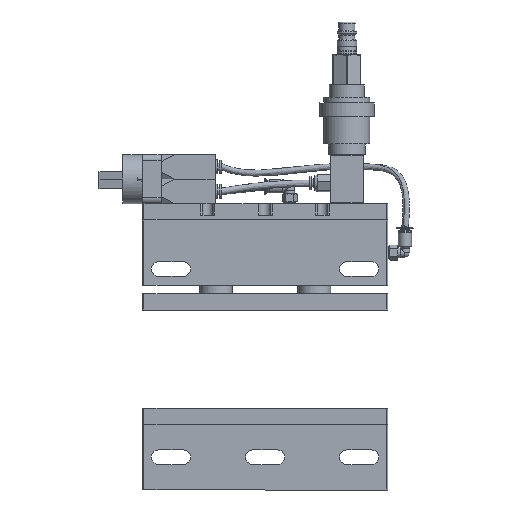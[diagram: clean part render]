
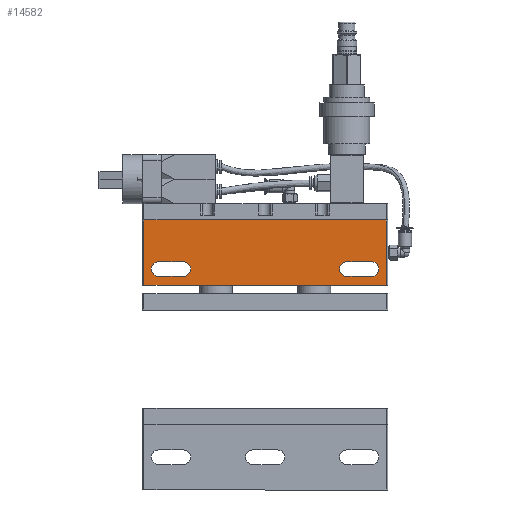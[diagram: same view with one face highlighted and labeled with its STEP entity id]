
A CAD part, front view. The second image highlights one B-rep face of the part: STEP entity #14582.
In plain terms, the highlighted planar face has unit normal (0, -1, 0).
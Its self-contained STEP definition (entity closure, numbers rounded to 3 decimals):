
#865=PLANE('',#16196);
#2111=VECTOR('',#20099,1.);
#2112=VECTOR('',#20102,1.);
#2113=VECTOR('',#20105,1.);
#2114=VECTOR('',#20106,1.);
#2115=VECTOR('',#20107,1.);
#2116=VECTOR('',#20108,1.);
#2117=VECTOR('',#20111,1.);
#2118=VECTOR('',#20114,1.);
#3168=LINE('',#25837,#2111);
#3169=LINE('',#25842,#2112);
#3170=LINE('',#25845,#2113);
#3171=LINE('',#25848,#2114);
#3172=LINE('',#25850,#2115);
#3173=LINE('',#25852,#2116);
#3174=LINE('',#25856,#2117);
#3175=LINE('',#25860,#2118);
#4496=VERTEX_POINT('',#25838);
#4497=VERTEX_POINT('',#25839);
#4498=VERTEX_POINT('',#25841);
#4499=VERTEX_POINT('',#25843);
#4500=VERTEX_POINT('',#25846);
#4501=VERTEX_POINT('',#25847);
#4502=VERTEX_POINT('',#25849);
#4503=VERTEX_POINT('',#25851);
#4504=VERTEX_POINT('',#25854);
#4505=VERTEX_POINT('',#25855);
#4506=VERTEX_POINT('',#25857);
#4507=VERTEX_POINT('',#25859);
#5397=CIRCLE('',#16197,4.5);
#5398=CIRCLE('',#16198,4.5);
#5399=CIRCLE('',#16199,4.5);
#5400=CIRCLE('',#16200,4.5);
#7367=EDGE_CURVE('',#4496,#4497,#3168,.T.);
#7368=EDGE_CURVE('',#4497,#4498,#5397,.T.);
#7369=EDGE_CURVE('',#4499,#4498,#3169,.T.);
#7370=EDGE_CURVE('',#4499,#4496,#5398,.T.);
#7371=EDGE_CURVE('',#4500,#4501,#3170,.T.);
#7372=EDGE_CURVE('',#4500,#4502,#3171,.T.);
#7373=EDGE_CURVE('',#4502,#4503,#3172,.T.);
#7374=EDGE_CURVE('',#4503,#4501,#3173,.T.);
#7375=EDGE_CURVE('',#4504,#4505,#5399,.T.);
#7376=EDGE_CURVE('',#4505,#4506,#3174,.T.);
#7377=EDGE_CURVE('',#4506,#4507,#5400,.T.);
#7378=EDGE_CURVE('',#4504,#4507,#3175,.T.);
#11217=ORIENTED_EDGE('',*,*,#7367,.T.);
#11218=ORIENTED_EDGE('',*,*,#7368,.T.);
#11219=ORIENTED_EDGE('',*,*,#7369,.F.);
#11220=ORIENTED_EDGE('',*,*,#7370,.T.);
#11221=ORIENTED_EDGE('',*,*,#7371,.F.);
#11222=ORIENTED_EDGE('',*,*,#7372,.T.);
#11223=ORIENTED_EDGE('',*,*,#7373,.T.);
#11224=ORIENTED_EDGE('',*,*,#7374,.T.);
#11225=ORIENTED_EDGE('',*,*,#7375,.T.);
#11226=ORIENTED_EDGE('',*,*,#7376,.T.);
#11227=ORIENTED_EDGE('',*,*,#7377,.T.);
#11228=ORIENTED_EDGE('',*,*,#7378,.F.);
#12664=EDGE_LOOP('',(#11217,#11218,#11219,#11220));
#12665=EDGE_LOOP('',(#11221,#11222,#11223,#11224));
#12666=EDGE_LOOP('',(#11225,#11226,#11227,#11228));
#13692=FACE_BOUND('',#12664,.T.);
#13693=FACE_BOUND('',#12665,.T.);
#13694=FACE_BOUND('',#12666,.T.);
#14582=ADVANCED_FACE('',(#13692,#13693,#13694),#865,.T.);
#16196=AXIS2_PLACEMENT_3D('',#25836,#20098,$);
#16197=AXIS2_PLACEMENT_3D('',#25840,#20100,#20101);
#16198=AXIS2_PLACEMENT_3D('',#25844,#20103,#20104);
#16199=AXIS2_PLACEMENT_3D('',#25853,#20109,#20110);
#16200=AXIS2_PLACEMENT_3D('',#25858,#20112,#20113);
#20098=DIRECTION('',(0.,-1.,0.));
#20099=DIRECTION('',(1.,0.,0.));
#20100=DIRECTION('',(0.,1.,0.));
#20101=DIRECTION('',(0.,0.,4.5));
#20102=DIRECTION('',(1.,0.,0.));
#20103=DIRECTION('',(0.,1.,0.));
#20104=DIRECTION('',(0.,0.,4.5));
#20105=DIRECTION('',(1.,0.,0.));
#20106=DIRECTION('',(0.,0.,-1.));
#20107=DIRECTION('',(1.,0.,0.));
#20108=DIRECTION('',(0.,0.,1.));
#20109=DIRECTION('',(0.,1.,0.));
#20110=DIRECTION('',(0.,0.,4.5));
#20111=DIRECTION('',(1.,0.,0.));
#20112=DIRECTION('',(0.,1.,0.));
#20113=DIRECTION('',(0.,0.,4.5));
#20114=DIRECTION('',(1.,0.,0.));
#25836=CARTESIAN_POINT('',(0.,0.,-40.));
#25837=CARTESIAN_POINT('',(125.,0.,-25.5));
#25838=CARTESIAN_POINT('',(125.,0.,-25.5));
#25839=CARTESIAN_POINT('',(140.,0.,-25.5));
#25840=CARTESIAN_POINT('',(140.,0.,-30.));
#25841=CARTESIAN_POINT('',(140.,0.,-34.5));
#25842=CARTESIAN_POINT('',(125.,0.,-34.5));
#25843=CARTESIAN_POINT('',(125.,0.,-34.5));
#25844=CARTESIAN_POINT('',(125.,0.,-30.));
#25845=CARTESIAN_POINT('',(1.,0.,0.));
#25846=CARTESIAN_POINT('',(1.,0.,0.));
#25847=CARTESIAN_POINT('',(149.,0.,0.));
#25848=CARTESIAN_POINT('',(1.,0.,0.));
#25849=CARTESIAN_POINT('',(1.,0.,-40.));
#25850=CARTESIAN_POINT('',(1.,0.,-40.));
#25851=CARTESIAN_POINT('',(149.,0.,-40.));
#25852=CARTESIAN_POINT('',(149.,0.,-40.));
#25853=CARTESIAN_POINT('',(10.,0.,-30.));
#25854=CARTESIAN_POINT('',(10.,0.,-34.5));
#25855=CARTESIAN_POINT('',(10.,0.,-25.5));
#25856=CARTESIAN_POINT('',(10.,0.,-25.5));
#25857=CARTESIAN_POINT('',(25.,0.,-25.5));
#25858=CARTESIAN_POINT('',(25.,0.,-30.));
#25859=CARTESIAN_POINT('',(25.,0.,-34.5));
#25860=CARTESIAN_POINT('',(10.,0.,-34.5));
